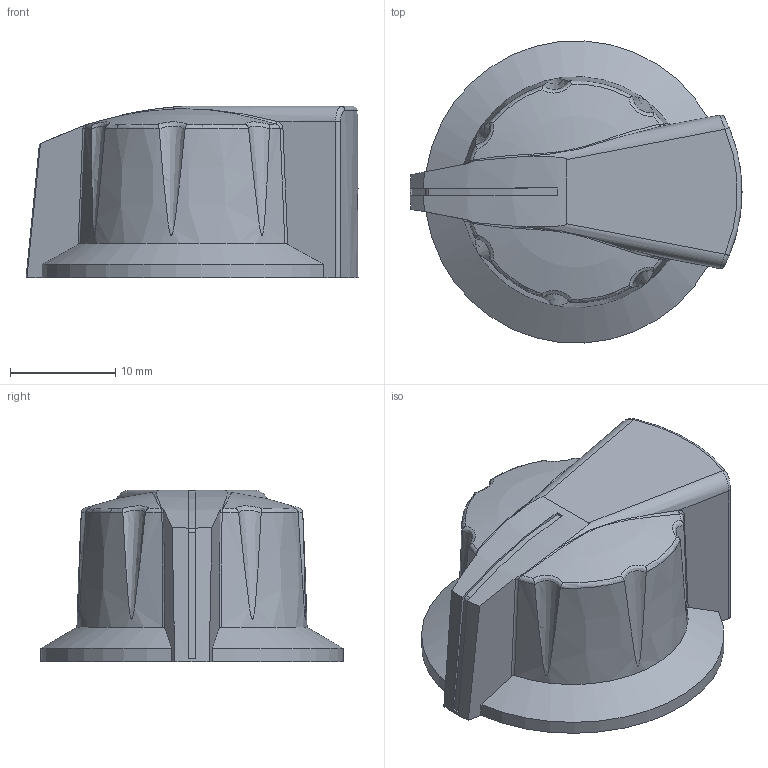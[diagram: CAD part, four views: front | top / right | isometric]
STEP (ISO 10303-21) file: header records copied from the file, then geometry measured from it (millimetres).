
FILE_DESCRIPTION(/* description */ ('Unknown'),/* implementation_level */ '2;1');
FILE_NAME(/* name */ '1919AE',/* time_stamp */ '2024-06-27T11:40:18+02:00',/* author */ ('Unknown'),/* organization */ ('Unknown'),/* preprocessor_version */ 'ST-DEVELOPER v18.102',/* originating_system */ 'Solid Edge',/* authorisation */ 'Unknown');
FILE_SCHEMA (('AUTOMOTIVE_DESIGN {1 0 10303 214 3 1 1}'));
Length unit declared in the file: millimetre
Products named in the file (1): 1919AE
Bounding box: 31.5 x 28.65 x 16.26 mm (x, y, z)
Volume: 6552.8 mm3; surface area: 2974.5 mm2
Topology: 1 solids, 1 shells, 72 faces, 189 edges, 121 vertices
Faces by surface type: bspline 19, cylinder 14, plane 14, torus 13, cone 10, sphere 2
Full cylindrical faces by diameter (mm): 1.817 x1, 2.782 x1, 6.401 x1, 17.526 x1
Entity records: 3201 total; most frequent: CARTESIAN_POINT 1112, ORIENTED_EDGE 366, DIRECTION 268, EDGE_CURVE 183, VERTEX_POINT 120, AXIS2_PLACEMENT_3D 119, B_SPLINE_CURVE_WITH_KNOTS 88, EDGE_LOOP 81
